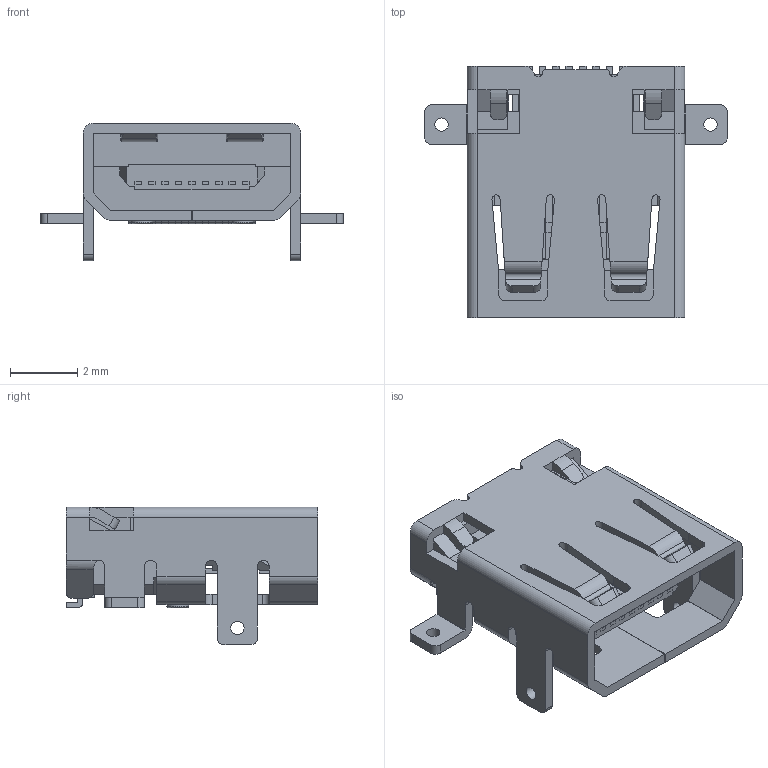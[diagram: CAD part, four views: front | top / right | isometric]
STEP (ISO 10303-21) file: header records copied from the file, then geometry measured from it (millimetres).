
FILE_DESCRIPTION(/* description */ ('Unknown'),/* implementation_level */ '2;1');
FILE_NAME(/* name */ '685119248223',/* time_stamp */ '2017-03-17T15:03:37+01:00',/* author */ ('Unknown'),/* organization */ ('Unknown'),/* preprocessor_version */ 'ST-DEVELOPER v16.7',/* originating_system */ 'DEX',/* authorisation */ $);
FILE_SCHEMA (('AUTOMOTIVE_DESIGN {1 0 10303 214 3 1 1}'));
Length unit declared in the file: millimetre
Products named in the file (6): 685119248223; 685119248223_Housing2; 685119248223_Housing; 685119248223_Pin1; 685119248223_Pin2; 685119248223_SHIELDING
Assembly tree (22 placements, depth 2):
  685119248223
    685119248223_Housing2
    685119248223_Housing
    685119248223_Pin1  x10
    685119248223_Pin2  x9
    685119248223_SHIELDING
Bounding box: 9.02 x 7.5 x 4.1 mm (x, y, z)
Volume: 71.1 mm3; surface area: 544.6 mm2
Topology: 22 solids, 22 shells, 1058 faces, 3197 edges, 2090 vertices
Faces by surface type: plane 832, cylinder 222, bspline 2, torus 2
Full cylindrical faces by diameter (mm): 0.4 x4, 0.65 x2
Entity records: 26790 total; most frequent: ORIENTED_EDGE 4810, CARTESIAN_POINT 4792, DIRECTION 4213, EDGE_CURVE 2405, LINE 2159, VECTOR 2159, VERTEX_POINT 1566, AXIS2_PLACEMENT_3D 1027
